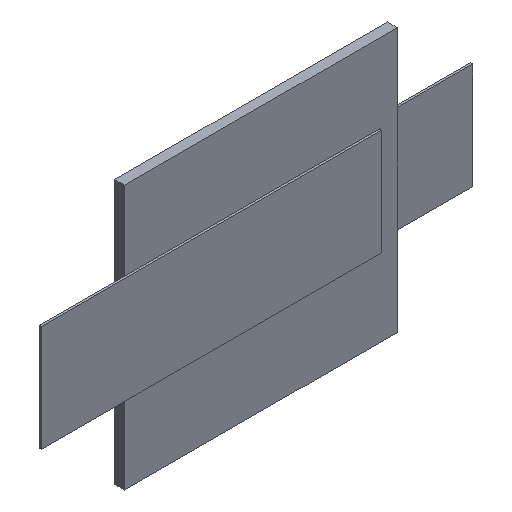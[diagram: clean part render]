
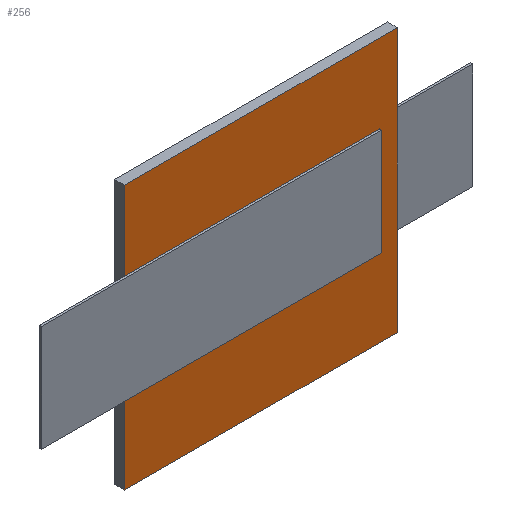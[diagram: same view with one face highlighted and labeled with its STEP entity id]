
A CAD part, isometric view. The second image highlights one B-rep face of the part: STEP entity #256.
In plain terms, the highlighted planar face has unit normal (0, -1, 0).
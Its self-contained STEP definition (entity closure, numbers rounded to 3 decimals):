
#1=DIRECTION('',(1.,0.,0.));
#2=VECTOR('',#1,14.4);
#3=CARTESIAN_POINT('',(-7.7,-0.275,-3.));
#4=LINE('',#3,#2);
#5=DIRECTION('',(0.,0.,-1.));
#6=VECTOR('',#5,6.);
#7=CARTESIAN_POINT('',(6.7,-0.275,3.));
#8=LINE('',#7,#6);
#9=DIRECTION('',(1.,0.,0.));
#10=VECTOR('',#9,14.4);
#11=CARTESIAN_POINT('',(-7.7,-0.275,3.));
#12=LINE('',#11,#10);
#13=DIRECTION('',(0.,0.,1.));
#14=VECTOR('',#13,4.45);
#15=CARTESIAN_POINT('',(-7.7,-0.275,3.));
#16=LINE('',#15,#14);
#17=DIRECTION('',(1.,0.,0.));
#18=VECTOR('',#17,15.4);
#19=CARTESIAN_POINT('',(-7.7,-0.275,7.45));
#20=LINE('',#19,#18);
#21=DIRECTION('',(0.,0.,-1.));
#22=VECTOR('',#21,14.9);
#23=CARTESIAN_POINT('',(7.7,-0.275,7.45));
#24=LINE('',#23,#22);
#25=DIRECTION('',(-1.,0.,0.));
#26=VECTOR('',#25,15.4);
#27=CARTESIAN_POINT('',(7.7,-0.275,-7.45));
#28=LINE('',#27,#26);
#29=DIRECTION('',(0.,0.,1.));
#30=VECTOR('',#29,4.45);
#31=CARTESIAN_POINT('',(-7.7,-0.275,-7.45));
#32=LINE('',#31,#30);
#177=CARTESIAN_POINT('',(-7.7,-0.275,7.45));
#178=CARTESIAN_POINT('',(7.7,-0.275,7.45));
#179=VERTEX_POINT('',#177);
#180=VERTEX_POINT('',#178);
#181=CARTESIAN_POINT('',(7.7,-0.275,-7.45));
#182=VERTEX_POINT('',#181);
#183=CARTESIAN_POINT('',(-7.7,-0.275,-7.45));
#184=VERTEX_POINT('',#183);
#209=CARTESIAN_POINT('',(-7.7,-0.275,-3.));
#210=CARTESIAN_POINT('',(6.7,-0.275,-3.));
#211=VERTEX_POINT('',#209);
#212=VERTEX_POINT('',#210);
#213=CARTESIAN_POINT('',(-7.7,-0.275,3.));
#214=CARTESIAN_POINT('',(6.7,-0.275,3.));
#215=VERTEX_POINT('',#213);
#216=VERTEX_POINT('',#214);
#233=CARTESIAN_POINT('',(0.,-0.275,0.));
#234=DIRECTION('',(0.,1.,0.));
#235=DIRECTION('',(1.,0.,0.));
#236=AXIS2_PLACEMENT_3D('',#233,#234,#235);
#237=PLANE('',#236);
#239=ORIENTED_EDGE('',*,*,#238,.T.);
#241=ORIENTED_EDGE('',*,*,#240,.F.);
#243=ORIENTED_EDGE('',*,*,#242,.F.);
#245=ORIENTED_EDGE('',*,*,#244,.T.);
#247=ORIENTED_EDGE('',*,*,#246,.T.);
#249=ORIENTED_EDGE('',*,*,#248,.T.);
#251=ORIENTED_EDGE('',*,*,#250,.T.);
#253=ORIENTED_EDGE('',*,*,#252,.T.);
#254=EDGE_LOOP('',(#239,#241,#243,#245,#247,#249,#251,#253));
#255=FACE_OUTER_BOUND('',#254,.F.);
#238=EDGE_CURVE('',#211,#212,#4,.T.);
#240=EDGE_CURVE('',#216,#212,#8,.T.);
#242=EDGE_CURVE('',#215,#216,#12,.T.);
#244=EDGE_CURVE('',#215,#179,#16,.T.);
#246=EDGE_CURVE('',#179,#180,#20,.T.);
#248=EDGE_CURVE('',#180,#182,#24,.T.);
#250=EDGE_CURVE('',#182,#184,#28,.T.);
#252=EDGE_CURVE('',#184,#211,#32,.T.);
#256=ADVANCED_FACE('',(#255),#237,.F.);
